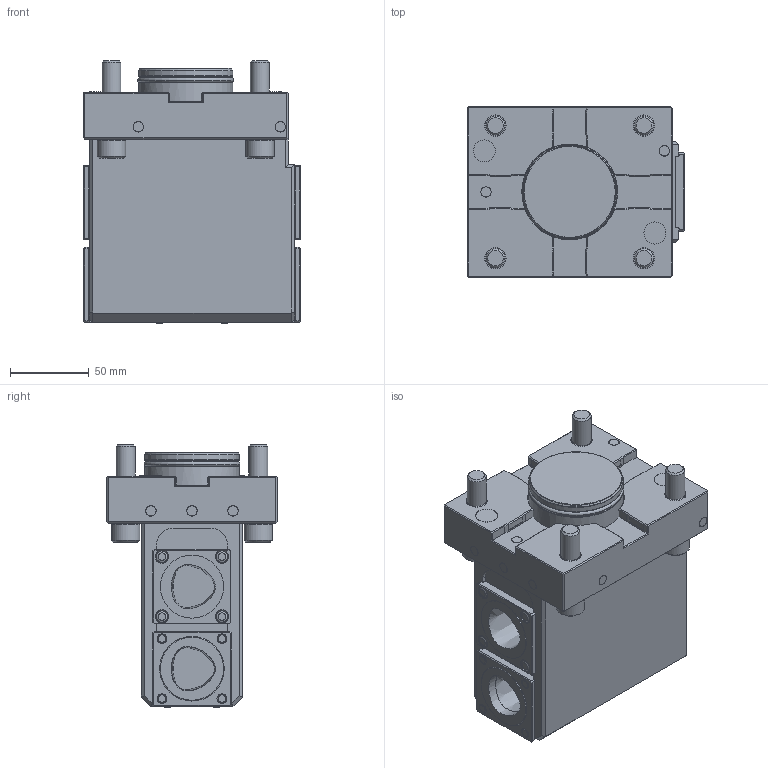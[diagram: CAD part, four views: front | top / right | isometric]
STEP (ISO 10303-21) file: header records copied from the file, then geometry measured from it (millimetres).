
FILE_DESCRIPTION(/* description */ (''),/* implementation_level */ '2;1');
FILE_NAME(/* name */ '1616489805220.stp',/* time_stamp */ '2021-03-23T09:56:51+01:00',/* author */ (''),/* organization */ ('SMS'),/* preprocessor_version */ 'ST-DEVELOPER v16.7',/* originating_system */ 'SIEMENS PLM Software NX 12.0',/* authorisation */ '');
FILE_SCHEMA (('AUTOMOTIVE_DESIGN { 1 0 10303 214 3 1 1 1 }'));
Length unit declared in the file: millimetre
Products named in the file (1): 203440784mod000_00
Bounding box: 138 x 107.94 x 166.5 mm (x, y, z)
Volume: 1396465.8 mm3; surface area: 127797.7 mm2
Topology: 1 solids, 1 shells, 529 faces, 1329 edges, 864 vertices
Faces by surface type: plane 350, cylinder 82, cone 54, torus 19, sphere 18, bspline 6
Full cylindrical faces by diameter (mm): 2.5 x4, 4.495 x16, 5.694 x2, 5.994 x3, 7.193 x8, 7.992 x2, 11.988 x4, 13.986 x2, 17.982 x4, 39.96 x1, 40 x1, 55.145 x1, 59.84 x3, 60.639 x1
Entity records: 16009 total; most frequent: CARTESIAN_POINT 4126, DIRECTION 2402, ORIENTED_EDGE 2244, EDGE_CURVE 1122, AXIS2_PLACEMENT_3D 841, VERTEX_POINT 780, EDGE_LOOP 756, LINE 720
